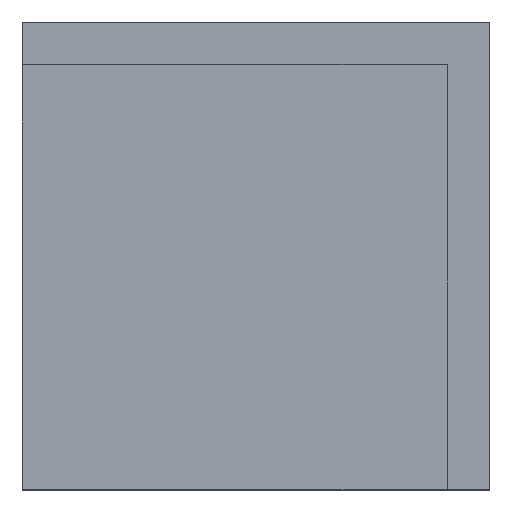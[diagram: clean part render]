
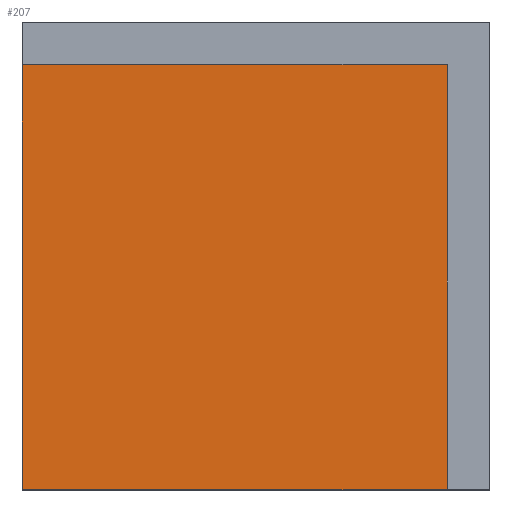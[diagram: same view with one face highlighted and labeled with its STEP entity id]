
A CAD part, top view. The second image highlights one B-rep face of the part: STEP entity #207.
In plain terms, the highlighted planar face has unit normal (0, 0, 1).
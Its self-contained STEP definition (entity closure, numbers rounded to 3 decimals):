
#23=FACE_OUTER_BOUND('',#36,.T.);
#36=EDGE_LOOP('',(#142,#143,#144,#145));
#51=LINE('',#314,#74);
#52=LINE('',#316,#75);
#53=LINE('',#318,#76);
#54=LINE('',#319,#77);
#74=VECTOR('',#255,10.);
#75=VECTOR('',#256,10.);
#76=VECTOR('',#257,10.);
#77=VECTOR('',#258,10.);
#97=VERTEX_POINT('',#312);
#98=VERTEX_POINT('',#313);
#99=VERTEX_POINT('',#315);
#100=VERTEX_POINT('',#317);
#115=EDGE_CURVE('',#97,#98,#51,.T.);
#116=EDGE_CURVE('',#98,#99,#52,.T.);
#117=EDGE_CURVE('',#99,#100,#53,.T.);
#118=EDGE_CURVE('',#100,#97,#54,.T.);
#142=ORIENTED_EDGE('',*,*,#115,.T.);
#143=ORIENTED_EDGE('',*,*,#116,.T.);
#144=ORIENTED_EDGE('',*,*,#117,.T.);
#145=ORIENTED_EDGE('',*,*,#118,.T.);
#196=PLANE('',#234);
#207=ADVANCED_FACE('',(#23),#196,.T.);
#234=AXIS2_PLACEMENT_3D('',#311,#253,#254);
#253=DIRECTION('center_axis',(0.,0.,1.));
#254=DIRECTION('ref_axis',(1.,0.,0.));
#255=DIRECTION('',(0.,1.,0.));
#256=DIRECTION('',(-1.,0.,0.));
#257=DIRECTION('',(0.,-1.,0.));
#258=DIRECTION('',(1.,0.,0.));
#311=CARTESIAN_POINT('Origin',(700.,-9.,0.));
#312=CARTESIAN_POINT('',(709.,-20.,0.));
#313=CARTESIAN_POINT('',(709.,0.,0.));
#314=CARTESIAN_POINT('',(709.,-20.,0.));
#315=CARTESIAN_POINT('',(689.,0.,0.));
#316=CARTESIAN_POINT('',(709.,0.,0.));
#317=CARTESIAN_POINT('',(689.,-20.,0.));
#318=CARTESIAN_POINT('',(689.,0.,0.));
#319=CARTESIAN_POINT('',(689.,-20.,0.));
